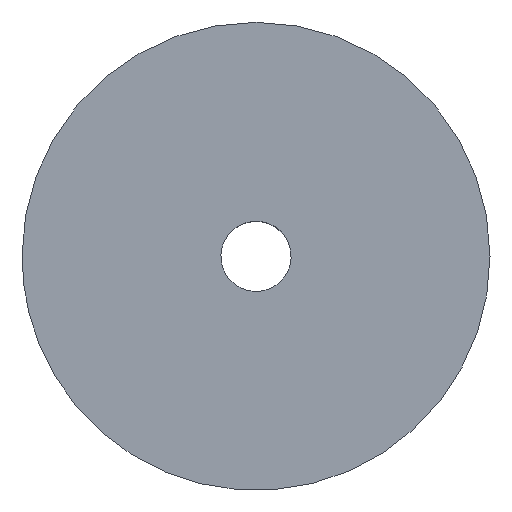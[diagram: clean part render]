
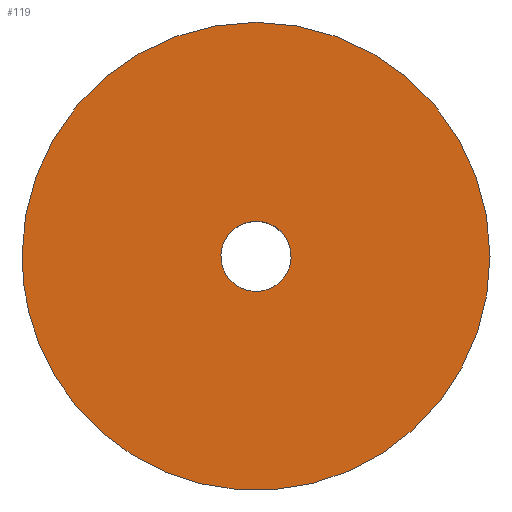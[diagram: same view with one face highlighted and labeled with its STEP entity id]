
A CAD part, top view. The second image highlights one B-rep face of the part: STEP entity #119.
In plain terms, the highlighted planar face has unit normal (0, 0, 1).
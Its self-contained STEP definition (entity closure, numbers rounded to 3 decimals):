
#119=ADVANCED_FACE('',(#206,#207),#205,.F.);
#205=PLANE('',#379);
#206=FACE_OUTER_BOUND('',#380,.T.);
#207=FACE_BOUND('',#381,.T.);
#376=CARTESIAN_POINT('',(12.,-12.604,10.));
#377=DIRECTION('',(0.,0.,-1.));
#378=DIRECTION('',(-1.,0.,0.));
#379=AXIS2_PLACEMENT_3D('',#376,#377,#378);
#380=EDGE_LOOP('',(#526,#527,#528,#529));
#381=EDGE_LOOP('',(#530,#531));
#526=ORIENTED_EDGE('',*,*,#598,.F.);
#527=ORIENTED_EDGE('',*,*,#599,.F.);
#528=ORIENTED_EDGE('',*,*,#600,.F.);
#529=ORIENTED_EDGE('',*,*,#601,.F.);
#530=ORIENTED_EDGE('',*,*,#602,.T.);
#531=ORIENTED_EDGE('',*,*,#603,.T.);
#598=EDGE_CURVE('',#732,#733,#734,.T.);
#599=EDGE_CURVE('',#740,#732,#741,.T.);
#600=EDGE_CURVE('',#747,#740,#748,.T.);
#601=EDGE_CURVE('',#733,#747,#754,.T.);
#602=EDGE_CURVE('',#760,#761,#762,.T.);
#603=EDGE_CURVE('',#761,#760,#768,.T.);
#732=VERTEX_POINT('',#972);
#733=VERTEX_POINT('',#973);
#734=CIRCLE('',#977,10.);
#740=VERTEX_POINT('',#978);
#741=CIRCLE('',#982,10.);
#747=VERTEX_POINT('',#983);
#748=CIRCLE('',#987,10.);
#754=CIRCLE('',#991,10.);
#760=VERTEX_POINT('',#992);
#761=VERTEX_POINT('',#993);
#762=CIRCLE('',#997,1.5);
#768=CIRCLE('',#1001,1.5);
#972=CARTESIAN_POINT('',(-9.299,-3.679,10.));
#973=CARTESIAN_POINT('',(-10.,0.,10.));
#974=CARTESIAN_POINT('',(0.,0.,10.));
#975=DIRECTION('',(0.,0.,-1.));
#976=DIRECTION('',(0.93,0.368,0.));
#977=AXIS2_PLACEMENT_3D('',#974,#975,#976);
#978=CARTESIAN_POINT('',(0.785,-9.969,10.));
#979=CARTESIAN_POINT('',(0.,0.,10.));
#980=DIRECTION('',(0.,0.,-1.));
#981=DIRECTION('',(-0.078,0.997,0.));
#982=AXIS2_PLACEMENT_3D('',#979,#980,#981);
#983=CARTESIAN_POINT('',(10.,0.,10.));
#984=CARTESIAN_POINT('',(0.,0.,10.));
#985=DIRECTION('',(0.,0.,-1.));
#986=DIRECTION('',(-1.,0.,0.));
#987=AXIS2_PLACEMENT_3D('',#984,#985,#986);
#988=CARTESIAN_POINT('',(0.,0.,10.));
#989=DIRECTION('',(0.,0.,-1.));
#990=DIRECTION('',(1.,0.,0.));
#991=AXIS2_PLACEMENT_3D('',#988,#989,#990);
#992=CARTESIAN_POINT('',(0.177,-1.49,10.));
#993=CARTESIAN_POINT('',(-0.177,1.49,10.));
#994=CARTESIAN_POINT('',(0.,0.,10.));
#995=DIRECTION('',(0.,0.,-1.));
#996=DIRECTION('',(0.118,-0.993,0.));
#997=AXIS2_PLACEMENT_3D('',#994,#995,#996);
#998=CARTESIAN_POINT('',(0.,0.,10.));
#999=DIRECTION('',(0.,0.,-1.));
#1000=DIRECTION('',(0.118,-0.993,0.));
#1001=AXIS2_PLACEMENT_3D('',#998,#999,#1000);
